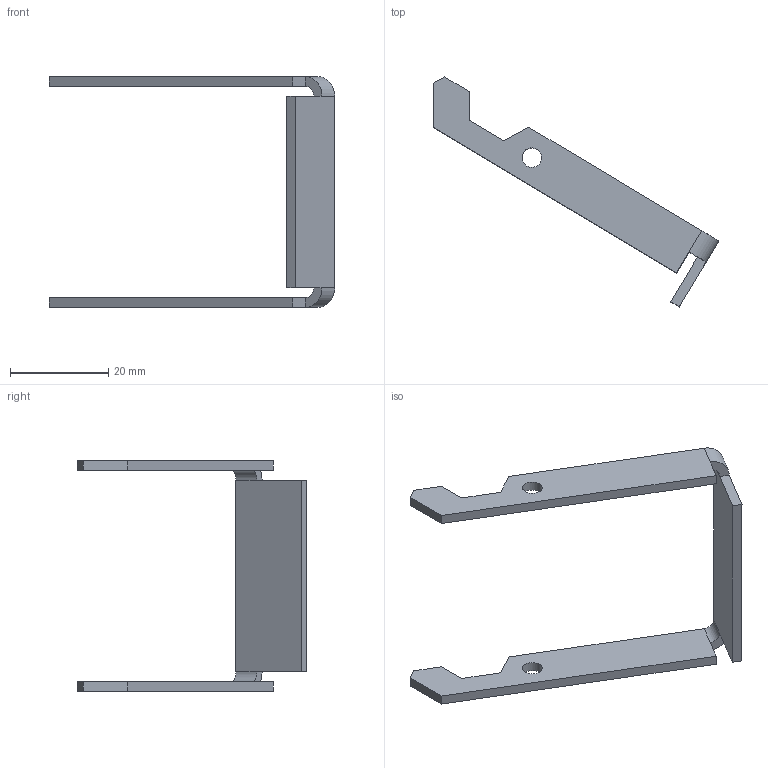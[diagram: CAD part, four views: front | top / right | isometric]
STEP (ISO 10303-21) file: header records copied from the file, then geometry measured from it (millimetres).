
FILE_DESCRIPTION(/* description */ (''),/* implementation_level */ '2;1');
FILE_NAME(/* name */ 'BR-08-starter.stp',/* time_stamp */ '2021-07-14T21:45:56+01:00',/* author */ ('hobly'),/* organization */ (''),/* preprocessor_version */ 'ST-DEVELOPER v18',/* originating_system */ 'Autodesk Inventor 2020',/* authorisation */ '');
FILE_SCHEMA (('AUTOMOTIVE_DESIGN { 1 0 10303 214 3 1 1 }'));
Length unit declared in the file: millimetre
Products named in the file (1): 6starter-v3
Bounding box: 58.08 x 46.76 x 47 mm (x, y, z)
Volume: 3455.2 mm3; surface area: 4305.6 mm2
Topology: 1 solids, 1 shells, 34 faces, 88 edges, 56 vertices
Faces by surface type: plane 28, cylinder 6
Full cylindrical faces by diameter (mm): 4 x2
Entity records: 1069 total; most frequent: CARTESIAN_POINT 179, ORIENTED_EDGE 176, DIRECTION 170, EDGE_CURVE 88, LINE 76, VECTOR 76, VERTEX_POINT 56, AXIS2_PLACEMENT_3D 47
